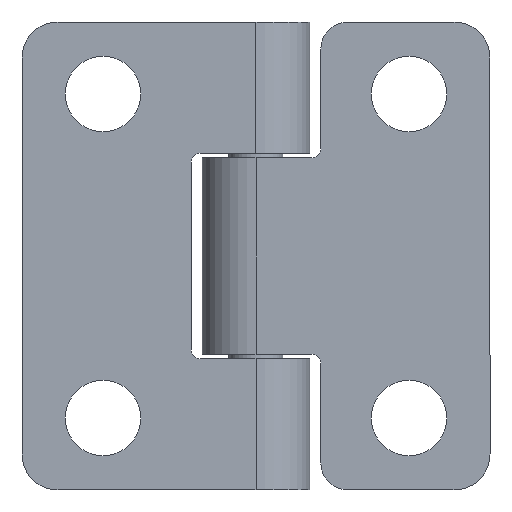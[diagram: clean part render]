
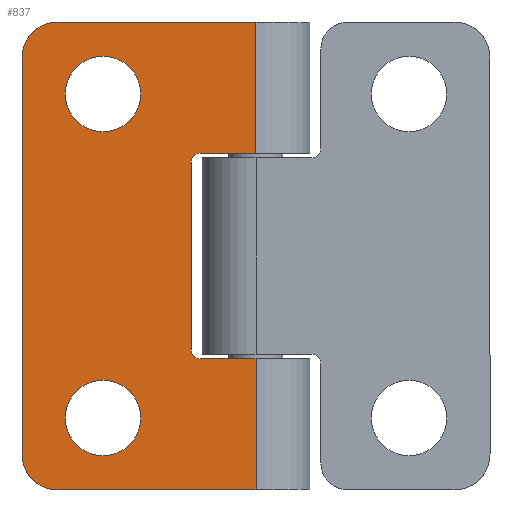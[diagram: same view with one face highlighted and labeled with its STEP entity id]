
A CAD part, front view. The second image highlights one B-rep face of the part: STEP entity #837.
In plain terms, the highlighted planar face has unit normal (0, -1, 0).
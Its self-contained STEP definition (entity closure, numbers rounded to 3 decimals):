
#53=FACE_BOUND('',#163,.T.);
#54=FACE_BOUND('',#164,.T.);
#74=PLANE('',#912);
#107=FACE_OUTER_BOUND('',#162,.T.);
#162=EDGE_LOOP('',(#657,#658,#659,#660,#661,#662,#663,#664,#665,#666,#667,
#668));
#163=EDGE_LOOP('',(#669));
#164=EDGE_LOOP('',(#670));
#207=LINE('',#1258,#271);
#214=LINE('',#1284,#278);
#223=LINE('',#1312,#287);
#226=LINE('',#1319,#290);
#227=LINE('',#1322,#291);
#234=LINE('',#1354,#298);
#235=LINE('',#1357,#299);
#236=LINE('',#1358,#300);
#271=VECTOR('',#986,3.1);
#278=VECTOR('',#1009,3.1);
#287=VECTOR('',#1034,22.);
#290=VECTOR('',#1043,10.4);
#291=VECTOR('',#1046,7.3);
#298=VECTOR('',#1085,11.);
#299=VECTOR('',#1090,11.);
#300=VECTOR('',#1091,7.3);
#333=CIRCLE('',#872,0.5);
#338=CIRCLE('',#879,0.5);
#342=CIRCLE('',#885,2.);
#346=CIRCLE('',#892,2.);
#351=CIRCLE('',#905,2.1);
#353=CIRCLE('',#909,2.1);
#381=VERTEX_POINT('',#1248);
#382=VERTEX_POINT('',#1249);
#385=VERTEX_POINT('',#1257);
#391=VERTEX_POINT('',#1270);
#392=VERTEX_POINT('',#1272);
#396=VERTEX_POINT('',#1282);
#399=VERTEX_POINT('',#1289);
#400=VERTEX_POINT('',#1291);
#407=VERTEX_POINT('',#1311);
#408=VERTEX_POINT('',#1315);
#409=VERTEX_POINT('',#1321);
#415=VERTEX_POINT('',#1344);
#417=VERTEX_POINT('',#1350);
#418=VERTEX_POINT('',#1353);
#461=EDGE_CURVE('',#381,#382,#333,.T.);
#465=EDGE_CURVE('',#385,#382,#207,.T.);
#472=EDGE_CURVE('',#391,#392,#338,.T.);
#478=EDGE_CURVE('',#391,#396,#214,.T.);
#481=EDGE_CURVE('',#399,#400,#342,.T.);
#492=EDGE_CURVE('',#407,#400,#223,.T.);
#494=EDGE_CURVE('',#407,#408,#346,.T.);
#496=EDGE_CURVE('',#381,#392,#226,.T.);
#497=EDGE_CURVE('',#385,#409,#227,.T.);
#508=EDGE_CURVE('',#415,#415,#351,.T.);
#510=EDGE_CURVE('',#417,#417,#353,.T.);
#511=EDGE_CURVE('',#408,#418,#234,.T.);
#513=EDGE_CURVE('',#409,#399,#235,.T.);
#514=EDGE_CURVE('',#418,#396,#236,.T.);
#657=ORIENTED_EDGE('',*,*,#481,.F.);
#658=ORIENTED_EDGE('',*,*,#513,.F.);
#659=ORIENTED_EDGE('',*,*,#497,.F.);
#660=ORIENTED_EDGE('',*,*,#465,.T.);
#661=ORIENTED_EDGE('',*,*,#461,.F.);
#662=ORIENTED_EDGE('',*,*,#496,.T.);
#663=ORIENTED_EDGE('',*,*,#472,.F.);
#664=ORIENTED_EDGE('',*,*,#478,.T.);
#665=ORIENTED_EDGE('',*,*,#514,.F.);
#666=ORIENTED_EDGE('',*,*,#511,.F.);
#667=ORIENTED_EDGE('',*,*,#494,.F.);
#668=ORIENTED_EDGE('',*,*,#492,.T.);
#669=ORIENTED_EDGE('',*,*,#508,.T.);
#670=ORIENTED_EDGE('',*,*,#510,.T.);
#837=ADVANCED_FACE('',(#107,#53,#54),#74,.T.);
#872=AXIS2_PLACEMENT_3D('',#1250,#978,#979);
#879=AXIS2_PLACEMENT_3D('',#1273,#998,#999);
#885=AXIS2_PLACEMENT_3D('',#1292,#1015,#1016);
#892=AXIS2_PLACEMENT_3D('',#1316,#1038,#1039);
#905=AXIS2_PLACEMENT_3D('',#1345,#1073,#1074);
#909=AXIS2_PLACEMENT_3D('',#1351,#1081,#1082);
#912=AXIS2_PLACEMENT_3D('',#1356,#1088,#1089);
#978=DIRECTION('center_axis',(0.,-1.,0.));
#979=DIRECTION('ref_axis',(0.707,0.,0.707));
#986=DIRECTION('',(1.,0.,0.));
#998=DIRECTION('center_axis',(0.,-1.,0.));
#999=DIRECTION('ref_axis',(0.707,0.,-0.707));
#1009=DIRECTION('',(-1.,0.,0.));
#1015=DIRECTION('center_axis',(0.,1.,0.));
#1016=DIRECTION('ref_axis',(0.707,0.,0.707));
#1034=DIRECTION('',(0.,0.,1.));
#1038=DIRECTION('center_axis',(0.,1.,0.));
#1039=DIRECTION('ref_axis',(0.707,0.,-0.707));
#1043=DIRECTION('',(0.,0.,-1.));
#1046=DIRECTION('',(0.,0.,1.));
#1073=DIRECTION('center_axis',(0.,1.,0.));
#1074=DIRECTION('ref_axis',(1.,0.,0.));
#1081=DIRECTION('center_axis',(0.,1.,0.));
#1082=DIRECTION('ref_axis',(1.,0.,0.));
#1085=DIRECTION('',(-1.,0.,0.));
#1088=DIRECTION('center_axis',(0.,-1.,0.));
#1089=DIRECTION('ref_axis',(1.,0.,0.));
#1090=DIRECTION('',(1.,0.,0.));
#1091=DIRECTION('',(0.,0.,1.));
#1248=CARTESIAN_POINT('',(3.6,-3.,5.2));
#1249=CARTESIAN_POINT('',(3.1,-3.,5.7));
#1250=CARTESIAN_POINT('Origin',(3.1,-3.,5.2));
#1257=CARTESIAN_POINT('',(0.,-3.,5.7));
#1258=CARTESIAN_POINT('',(1.8,-3.,5.7));
#1270=CARTESIAN_POINT('',(3.1,-3.,-5.7));
#1272=CARTESIAN_POINT('',(3.6,-3.,-5.2));
#1273=CARTESIAN_POINT('Origin',(3.1,-3.,-5.2));
#1282=CARTESIAN_POINT('',(0.,-3.,-5.7));
#1284=CARTESIAN_POINT('',(-3.668,-3.,-5.7));
#1289=CARTESIAN_POINT('',(11.,-3.,13.));
#1291=CARTESIAN_POINT('',(13.,-3.,11.));
#1292=CARTESIAN_POINT('Origin',(11.,-3.,11.));
#1311=CARTESIAN_POINT('',(13.,-3.,-11.));
#1312=CARTESIAN_POINT('',(13.,-3.,0.));
#1315=CARTESIAN_POINT('',(11.,-3.,-13.));
#1316=CARTESIAN_POINT('Origin',(11.,-3.,-11.));
#1319=CARTESIAN_POINT('',(3.6,-3.,-2.85));
#1321=CARTESIAN_POINT('',(0.,-3.,13.));
#1322=CARTESIAN_POINT('',(0.,-3.,0.));
#1344=CARTESIAN_POINT('',(6.4,-3.,-9.));
#1345=CARTESIAN_POINT('Origin',(8.5,-3.,-9.));
#1350=CARTESIAN_POINT('',(6.4,-3.,9.));
#1351=CARTESIAN_POINT('Origin',(8.5,-3.,9.));
#1353=CARTESIAN_POINT('',(0.,-3.,-13.));
#1354=CARTESIAN_POINT('',(0.,-3.,-13.));
#1356=CARTESIAN_POINT('Origin',(0.,-3.,0.));
#1357=CARTESIAN_POINT('',(0.,-3.,13.));
#1358=CARTESIAN_POINT('',(0.,-3.,0.));
